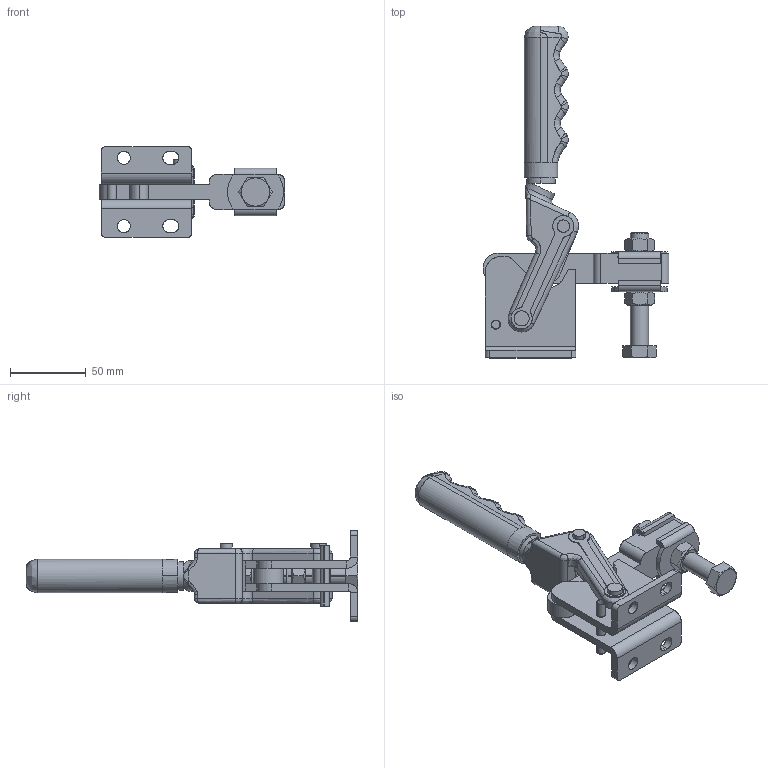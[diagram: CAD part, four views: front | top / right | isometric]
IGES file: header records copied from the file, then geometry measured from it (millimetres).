
Start section: SolidWorks IGES file using analytic representation for surfaces
Global section: file name: 9HGH-70533(簡化).IGS; native system: SolidWorks 2016; preprocessor: SolidWorks 2016; author: LinWei; date: 200309.160103; units: millimetre
Bounding box: 123 x 219.54 x 60.1 mm (x, y, z)
Surface area: 71386.9 mm2 (no closed solid volume)
Topology: 0 solids, 0 shells, 388 faces, 5767 edges, 5765 vertices
Faces by surface type: bspline 217, revolution 171
